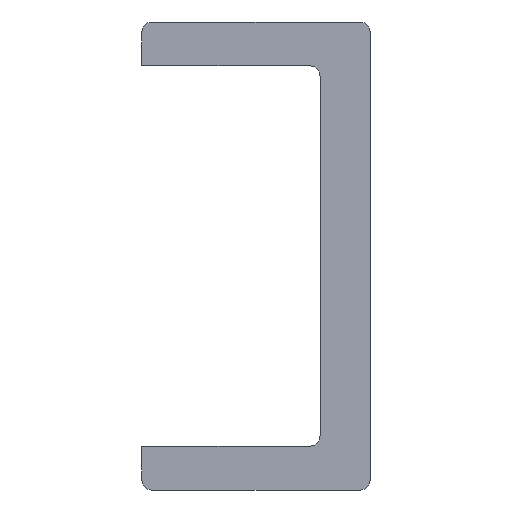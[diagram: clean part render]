
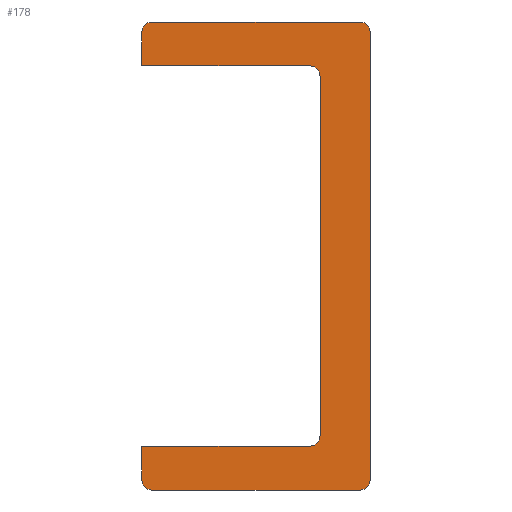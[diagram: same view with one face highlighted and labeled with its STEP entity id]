
A CAD part, front view. The second image highlights one B-rep face of the part: STEP entity #178.
In plain terms, the highlighted planar face has unit normal (0, -1, 0).
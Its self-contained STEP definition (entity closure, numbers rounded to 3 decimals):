
#178 = ADVANCED_FACE( '', ( #427 ), #428, .F. );
#427 = FACE_OUTER_BOUND( '', #672, .T. );
#428 = PLANE( '', #673 );
#672 = EDGE_LOOP( '', ( #1063, #1064, #1065, #1066, #1067, #1068, #1069, #1070, #1071, #1072, #1073, #1074, #1075, #1076 ) );
#673 = AXIS2_PLACEMENT_3D( '', #1077, #1078, #1079 );
#1063 = ORIENTED_EDGE( '', *, *, #1201, .F. );
#1064 = ORIENTED_EDGE( '', *, *, #1185, .T. );
#1065 = ORIENTED_EDGE( '', *, *, #1134, .F. );
#1066 = ORIENTED_EDGE( '', *, *, #1249, .T. );
#1067 = ORIENTED_EDGE( '', *, *, #1225, .F. );
#1068 = ORIENTED_EDGE( '', *, *, #1215, .F. );
#1069 = ORIENTED_EDGE( '', *, *, #1181, .F. );
#1070 = ORIENTED_EDGE( '', *, *, #1126, .F. );
#1071 = ORIENTED_EDGE( '', *, *, #1141, .F. );
#1072 = ORIENTED_EDGE( '', *, *, #1237, .F. );
#1073 = ORIENTED_EDGE( '', *, *, #1210, .F. );
#1074 = ORIENTED_EDGE( '', *, *, #1247, .T. );
#1075 = ORIENTED_EDGE( '', *, *, #1178, .F. );
#1076 = ORIENTED_EDGE( '', *, *, #1173, .T. );
#1077 = CARTESIAN_POINT( '', ( -10.5, 0., 21.5 ) );
#1078 = DIRECTION( '', ( 0., 1., 0. ) );
#1079 = DIRECTION( '', ( 0., 0., 1. ) );
#1126 = EDGE_CURVE( '', #1302, #1303, #1304, .T. );
#1134 = EDGE_CURVE( '', #1316, #1317, #1318, .T. );
#1141 = EDGE_CURVE( '', #1328, #1302, #1329, .T. );
#1173 = EDGE_CURVE( '', #1380, #1378, #1381, .F. );
#1178 = EDGE_CURVE( '', #1380, #1387, #1388, .T. );
#1181 = EDGE_CURVE( '', #1303, #1391, #1392, .T. );
#1185 = EDGE_CURVE( '', #1396, #1317, #1397, .F. );
#1201 = EDGE_CURVE( '', #1396, #1378, #1426, .T. );
#1210 = EDGE_CURVE( '', #1437, #1439, #1440, .T. );
#1215 = EDGE_CURVE( '', #1391, #1446, #1447, .T. );
#1225 = EDGE_CURVE( '', #1446, #1459, #1460, .T. );
#1237 = EDGE_CURVE( '', #1439, #1328, #1474, .T. );
#1247 = EDGE_CURVE( '', #1437, #1387, #1485, .F. );
#1249 = EDGE_CURVE( '', #1316, #1459, #1487, .F. );
#1302 = VERTEX_POINT( '', #1540 );
#1303 = VERTEX_POINT( '', #1541 );
#1304 = LINE( '', #1542, #1543 );
#1316 = VERTEX_POINT( '', #1558 );
#1317 = VERTEX_POINT( '', #1559 );
#1318 = LINE( '', #1560, #1561 );
#1328 = VERTEX_POINT( '', #1574 );
#1329 = CIRCLE( '', #1575, 1. );
#1378 = VERTEX_POINT( '', #1631 );
#1380 = VERTEX_POINT( '', #1634 );
#1381 = CIRCLE( '', #1635, 0.9 );
#1387 = VERTEX_POINT( '', #1642 );
#1388 = LINE( '', #1643, #1644 );
#1391 = VERTEX_POINT( '', #1648 );
#1392 = CIRCLE( '', #1649, 1. );
#1396 = VERTEX_POINT( '', #1654 );
#1397 = CIRCLE( '', #1655, 0.9 );
#1426 = LINE( '', #1685, #1686 );
#1437 = VERTEX_POINT( '', #1697 );
#1439 = VERTEX_POINT( '', #1700 );
#1440 = LINE( '', #1701, #1702 );
#1446 = VERTEX_POINT( '', #1709 );
#1447 = LINE( '', #1710, #1711 );
#1459 = VERTEX_POINT( '', #1724 );
#1460 = LINE( '', #1725, #1726 );
#1474 = LINE( '', #1741, #1742 );
#1485 = CIRCLE( '', #1753, 0.9 );
#1487 = CIRCLE( '', #1755, 0.9 );
#1540 = CARTESIAN_POINT( '', ( 5.9, 0., -16.5 ) );
#1541 = CARTESIAN_POINT( '', ( 5.9, 0., 16.5 ) );
#1542 = CARTESIAN_POINT( '', ( 5.9, 0., 16.5 ) );
#1543 = VECTOR( '', #1828, 1000. );
#1558 = CARTESIAN_POINT( '', ( -9.6, 0., 21.5 ) );
#1559 = CARTESIAN_POINT( '', ( 9.6, 0., 21.5 ) );
#1560 = CARTESIAN_POINT( '', ( -10.5, 0., 21.5 ) );
#1561 = VECTOR( '', #1838, 1000. );
#1574 = CARTESIAN_POINT( '', ( 4.9, 0., -17.5 ) );
#1575 = AXIS2_PLACEMENT_3D( '', #1845, #1846, #1847 );
#1631 = CARTESIAN_POINT( '', ( 10.5, 0., -20.6 ) );
#1634 = CARTESIAN_POINT( '', ( 9.6, 0., -21.5 ) );
#1635 = AXIS2_PLACEMENT_3D( '', #1898, #1899, #1900 );
#1642 = CARTESIAN_POINT( '', ( -9.6, 0., -21.5 ) );
#1643 = CARTESIAN_POINT( '', ( 10.5, 0., -21.5 ) );
#1644 = VECTOR( '', #1905, 1000. );
#1648 = CARTESIAN_POINT( '', ( 4.9, 0., 17.5 ) );
#1649 = AXIS2_PLACEMENT_3D( '', #1907, #1908, #1909 );
#1654 = CARTESIAN_POINT( '', ( 10.5, 0., 20.6 ) );
#1655 = AXIS2_PLACEMENT_3D( '', #1911, #1912, #1913 );
#1685 = CARTESIAN_POINT( '', ( 10.5, 0., 21.5 ) );
#1686 = VECTOR( '', #1954, 1000. );
#1697 = CARTESIAN_POINT( '', ( -10.5, 0., -20.6 ) );
#1700 = CARTESIAN_POINT( '', ( -10.5, 0., -17.5 ) );
#1701 = CARTESIAN_POINT( '', ( -10.5, 0., -21.5 ) );
#1702 = VECTOR( '', #1965, 1000. );
#1709 = CARTESIAN_POINT( '', ( -10.5, 0., 17.5 ) );
#1710 = CARTESIAN_POINT( '', ( 4.9, 0., 17.5 ) );
#1711 = VECTOR( '', #1970, 1000. );
#1724 = CARTESIAN_POINT( '', ( -10.5, 0., 20.6 ) );
#1725 = CARTESIAN_POINT( '', ( -10.5, 0., -21.5 ) );
#1726 = VECTOR( '', #1978, 1000. );
#1741 = CARTESIAN_POINT( '', ( 4.9, 0., -17.5 ) );
#1742 = VECTOR( '', #1986, 1000. );
#1753 = AXIS2_PLACEMENT_3D( '', #1990, #1991, #1992 );
#1755 = AXIS2_PLACEMENT_3D( '', #1993, #1994, #1995 );
#1828 = DIRECTION( '', ( 0., 0., 1. ) );
#1838 = DIRECTION( '', ( 1., 0., 0. ) );
#1845 = CARTESIAN_POINT( '', ( 4.9, 0., -16.5 ) );
#1846 = DIRECTION( '', ( 0., -1., 0. ) );
#1847 = DIRECTION( '', ( -1., 0., 0. ) );
#1898 = CARTESIAN_POINT( '', ( 9.6, 0., -20.6 ) );
#1899 = DIRECTION( '', ( 0., 1., 0. ) );
#1900 = DIRECTION( '', ( 0., 0., 1. ) );
#1905 = DIRECTION( '', ( -1., 0., 0. ) );
#1907 = CARTESIAN_POINT( '', ( 4.9, 0., 16.5 ) );
#1908 = DIRECTION( '', ( 0., -1., 0. ) );
#1909 = DIRECTION( '', ( -1., 0., 0. ) );
#1911 = CARTESIAN_POINT( '', ( 9.6, 0., 20.6 ) );
#1912 = DIRECTION( '', ( 0., 1., 0. ) );
#1913 = DIRECTION( '', ( 0., 0., 1. ) );
#1954 = DIRECTION( '', ( 0., 0., -1. ) );
#1965 = DIRECTION( '', ( 0., 0., 1. ) );
#1970 = DIRECTION( '', ( -1., 0., 0. ) );
#1978 = DIRECTION( '', ( 0., 0., 1. ) );
#1986 = DIRECTION( '', ( 1., 0., 0. ) );
#1990 = CARTESIAN_POINT( '', ( -9.6, 0., -20.6 ) );
#1991 = DIRECTION( '', ( 0., 1., 0. ) );
#1992 = DIRECTION( '', ( 0., 0., 1. ) );
#1993 = CARTESIAN_POINT( '', ( -9.6, 0., 20.6 ) );
#1994 = DIRECTION( '', ( 0., 1., 0. ) );
#1995 = DIRECTION( '', ( 0., 0., 1. ) );
